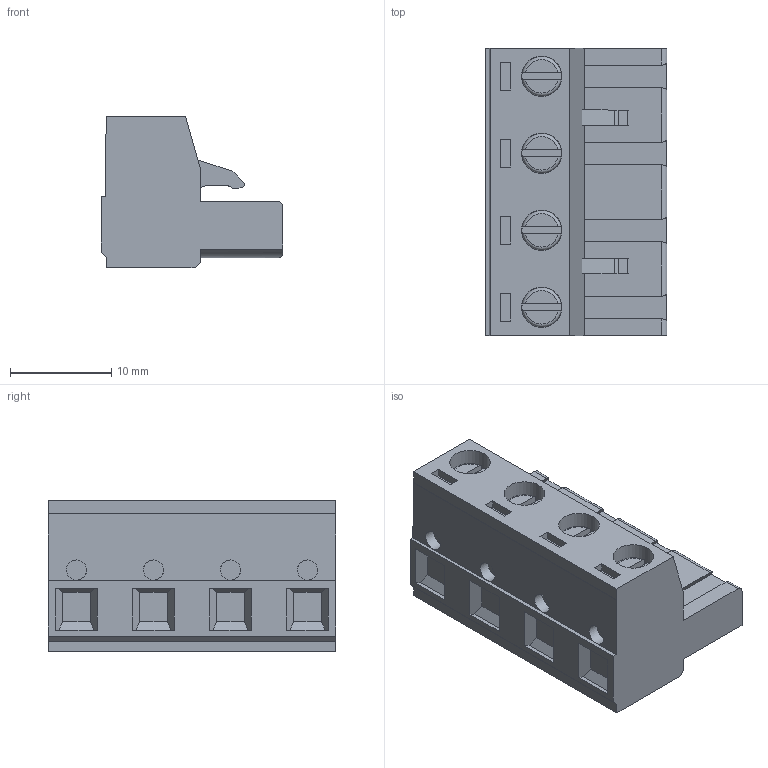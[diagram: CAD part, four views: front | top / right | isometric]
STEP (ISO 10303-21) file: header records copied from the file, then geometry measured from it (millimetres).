
FILE_DESCRIPTION(/* description */ ('Unknown'),/* implementation_level */ '2;1');
FILE_NAME(/* name */ 'MC100-76204-20230407',/* time_stamp */ '2023-04-10T08:23:34+08:00',/* author */ ('Unknown'),/* organization */ ('Unknown'),/* preprocessor_version */ 'ST-DEVELOPER v16.7',/* originating_system */ 'DEX',/* authorisation */ $);
FILE_SCHEMA (('AUTOMOTIVE_DESIGN {1 0 10303 214 3 1 1}'));
Length unit declared in the file: millimetre
Products named in the file (1): MC100-76204-20200610
Bounding box: 18 x 28.46 x 15 mm (x, y, z)
Volume: 4848 mm3; surface area: 2870 mm2
Topology: 5 solids, 9 shells, 219 faces, 539 edges, 362 vertices
Faces by surface type: plane 164, cylinder 43, torus 8, cone 4
Full cylindrical faces by diameter (mm): 2 x8, 3 x4, 3.9 x4, 4 x4
Entity records: 6921 total; most frequent: CARTESIAN_POINT 1785, DIRECTION 1025, ORIENTED_EDGE 1006, EDGE_CURVE 503, LINE 373, VECTOR 373, VERTEX_POINT 350, AXIS2_PLACEMENT_3D 326
